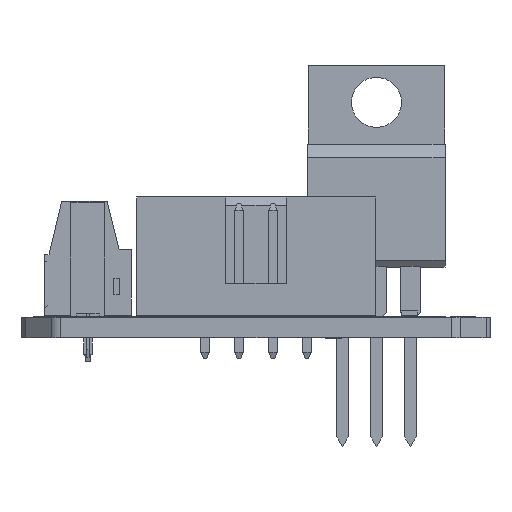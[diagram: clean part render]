
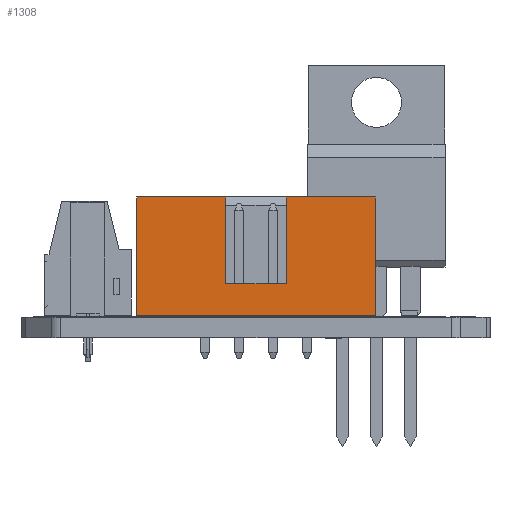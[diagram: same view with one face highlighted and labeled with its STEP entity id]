
A CAD part, front view. The second image highlights one B-rep face of the part: STEP entity #1308.
In plain terms, the highlighted planar face has unit normal (0, -1, 0).
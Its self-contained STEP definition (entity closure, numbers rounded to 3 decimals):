
#778 = VERTEX_POINT('',#779);
#779 = CARTESIAN_POINT('',(8.91,-4.425,-4.425));
#785 = EDGE_CURVE('',#778,#786,#788,.T.);
#786 = VERTEX_POINT('',#787);
#787 = CARTESIAN_POINT('',(-8.91,-4.425,-4.425));
#788 = LINE('',#789,#790);
#789 = CARTESIAN_POINT('',(8.91,-4.425,-4.425));
#790 = VECTOR('',#791,1.);
#791 = DIRECTION('',(-1.,0.,0.));
#1308 = ADVANCED_FACE('',(#1309),#1366,.F.);
#1309 = FACE_BOUND('',#1310,.T.);
#1310 = EDGE_LOOP('',(#1311,#1321,#1329,#1337,#1345,#1351,#1352,#1360));
#1311 = ORIENTED_EDGE('',*,*,#1312,.F.);
#1312 = EDGE_CURVE('',#1313,#1315,#1317,.T.);
#1313 = VERTEX_POINT('',#1314);
#1314 = CARTESIAN_POINT('',(2.25,-4.425,-2.075));
#1315 = VERTEX_POINT('',#1316);
#1316 = CARTESIAN_POINT('',(2.25,-4.425,4.425));
#1317 = LINE('',#1318,#1319);
#1318 = CARTESIAN_POINT('',(2.25,-4.425,-2.075));
#1319 = VECTOR('',#1320,1.);
#1320 = DIRECTION('',(0.,0.,1.));
#1321 = ORIENTED_EDGE('',*,*,#1322,.T.);
#1322 = EDGE_CURVE('',#1313,#1323,#1325,.T.);
#1323 = VERTEX_POINT('',#1324);
#1324 = CARTESIAN_POINT('',(-2.25,-4.425,-2.075));
#1325 = LINE('',#1326,#1327);
#1326 = CARTESIAN_POINT('',(2.25,-4.425,-2.075));
#1327 = VECTOR('',#1328,1.);
#1328 = DIRECTION('',(-1.,0.,0.));
#1329 = ORIENTED_EDGE('',*,*,#1330,.T.);
#1330 = EDGE_CURVE('',#1323,#1331,#1333,.T.);
#1331 = VERTEX_POINT('',#1332);
#1332 = CARTESIAN_POINT('',(-2.25,-4.425,4.425));
#1333 = LINE('',#1334,#1335);
#1334 = CARTESIAN_POINT('',(-2.25,-4.425,-2.075));
#1335 = VECTOR('',#1336,1.);
#1336 = DIRECTION('',(0.,0.,1.));
#1337 = ORIENTED_EDGE('',*,*,#1338,.F.);
#1338 = EDGE_CURVE('',#1339,#1331,#1341,.T.);
#1339 = VERTEX_POINT('',#1340);
#1340 = CARTESIAN_POINT('',(-8.91,-4.425,4.425));
#1341 = LINE('',#1342,#1343);
#1342 = CARTESIAN_POINT('',(-8.91,-4.425,4.425));
#1343 = VECTOR('',#1344,1.);
#1344 = DIRECTION('',(1.,0.,0.));
#1345 = ORIENTED_EDGE('',*,*,#1346,.F.);
#1346 = EDGE_CURVE('',#786,#1339,#1347,.T.);
#1347 = LINE('',#1348,#1349);
#1348 = CARTESIAN_POINT('',(-8.91,-4.425,-4.425));
#1349 = VECTOR('',#1350,1.);
#1350 = DIRECTION('',(0.,0.,1.));
#1351 = ORIENTED_EDGE('',*,*,#785,.F.);
#1352 = ORIENTED_EDGE('',*,*,#1353,.F.);
#1353 = EDGE_CURVE('',#1354,#778,#1356,.T.);
#1354 = VERTEX_POINT('',#1355);
#1355 = CARTESIAN_POINT('',(8.91,-4.425,4.425));
#1356 = LINE('',#1357,#1358);
#1357 = CARTESIAN_POINT('',(8.91,-4.425,4.425));
#1358 = VECTOR('',#1359,1.);
#1359 = DIRECTION('',(0.,0.,-1.));
#1360 = ORIENTED_EDGE('',*,*,#1361,.F.);
#1361 = EDGE_CURVE('',#1315,#1354,#1362,.T.);
#1362 = LINE('',#1363,#1364);
#1363 = CARTESIAN_POINT('',(-8.91,-4.425,4.425));
#1364 = VECTOR('',#1365,1.);
#1365 = DIRECTION('',(1.,0.,0.));
#1366 = PLANE('',#1367);
#1367 = AXIS2_PLACEMENT_3D('',#1368,#1369,#1370);
#1368 = CARTESIAN_POINT('',(0.,-4.425,0.));
#1369 = DIRECTION('',(0.,1.,0.));
#1370 = DIRECTION('',(0.,-0.,1.));
